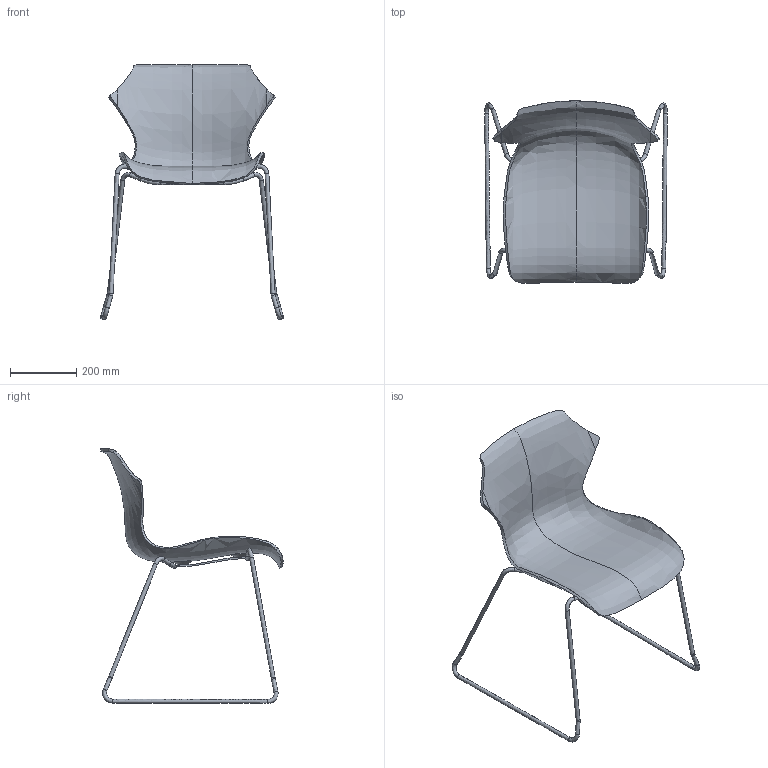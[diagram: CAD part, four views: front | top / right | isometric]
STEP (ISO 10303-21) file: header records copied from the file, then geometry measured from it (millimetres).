
FILE_DESCRIPTION(/* description */ (''),/* implementation_level */ '2;1');
FILE_NAME(/* name */ 'Petal_CB-29SL_3D',/* time_stamp */ '2023-10-06T12:24:04+02:00',/* author */ (''),/* organization */ (''),/* preprocessor_version */ 'ST-DEVELOPER v16.5',/* originating_system */ 'Rhino 7.31',/* authorisation */ '');
FILE_SCHEMA (('AUTOMOTIVE_DESIGN'));
Length unit declared in the file: centimetre
Products named in the file (2): Document; Petal_CB-29SL
Assembly tree (1 placements, depth 2):
  Document
    Petal_CB-29SL
Bounding box: 552.79 x 551.58 x 770.91 mm (x, y, z)
Volume: 3111978.9 mm3; surface area: 880283.9 mm2
Topology: 8 solids, 8 shells, 136 faces, 289 edges, 175 vertices
Faces by surface type: bspline 56, cylinder 42, plane 38
Full cylindrical faces by diameter (mm): 12 x9
Entity records: 71320 total; most frequent: CARTESIAN_POINT 69298, ORIENTED_EDGE 578, EDGE_CURVE 289, VERTEX_POINT 175, B_SPLINE_CURVE_WITH_KNOTS 161, EDGE_LOOP 144, ADVANCED_FACE 136, FACE_OUTER_BOUND 136
